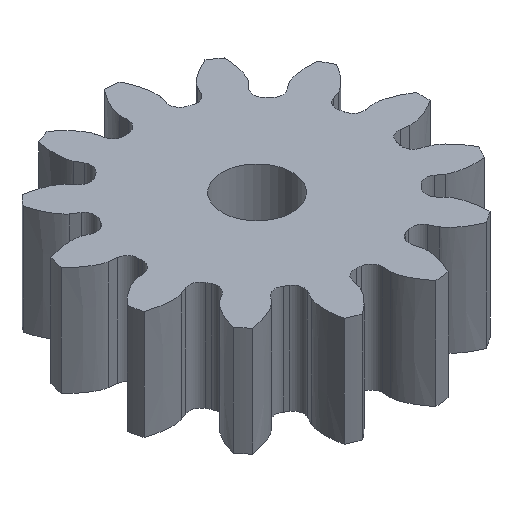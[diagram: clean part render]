
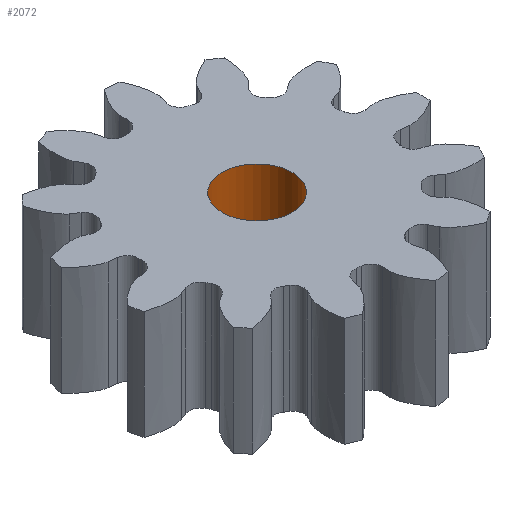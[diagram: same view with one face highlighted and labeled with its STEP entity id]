
A CAD part, isometric view. The second image highlights one B-rep face of the part: STEP entity #2072.
In plain terms, the highlighted cylindrical face has radius 1.598 mm (diameter 3.196 mm), a full revolution.
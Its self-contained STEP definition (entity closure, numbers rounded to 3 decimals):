
#228=FACE_OUTER_BOUND('',#337,.T.);
#337=EDGE_LOOP('',(#1906,#1907,#1908,#1909));
#495=LINE('',#8093,#652);
#652=VECTOR('',#2805,1.778);
#741=CIRCLE('',#2237,1.598);
#758=CIRCLE('',#2272,1.598);
#959=VERTEX_POINT('',#7822);
#968=VERTEX_POINT('',#8090);
#1253=EDGE_CURVE('',#959,#959,#741,.F.);
#1282=EDGE_CURVE('',#968,#968,#758,.F.);
#1283=EDGE_CURVE('',#968,#959,#495,.T.);
#1906=ORIENTED_EDGE('',*,*,#1282,.F.);
#1907=ORIENTED_EDGE('',*,*,#1283,.T.);
#1908=ORIENTED_EDGE('',*,*,#1253,.T.);
#1909=ORIENTED_EDGE('',*,*,#1283,.F.);
#1965=CYLINDRICAL_SURFACE('',#2273,1.598);
#2072=ADVANCED_FACE('',(#228),#1965,.F.);
#2237=AXIS2_PLACEMENT_3D('',#7823,#2721,#2722);
#2272=AXIS2_PLACEMENT_3D('',#8091,#2801,#2802);
#2273=AXIS2_PLACEMENT_3D('',#8092,#2803,#2804);
#2721=DIRECTION('center_axis',(0.,0.,1.));
#2722=DIRECTION('ref_axis',(1.,0.,0.));
#2801=DIRECTION('center_axis',(0.,0.,1.));
#2802=DIRECTION('ref_axis',(1.,0.,0.));
#2803=DIRECTION('center_axis',(0.,0.,1.));
#2804=DIRECTION('ref_axis',(1.,0.,0.));
#2805=DIRECTION('',(0.,0.,-1.));
#7822=CARTESIAN_POINT('',(-1.718,0.005,0.));
#7823=CARTESIAN_POINT('Origin',(-0.12,0.005,
0.));
#8090=CARTESIAN_POINT('',(-1.718,0.005,5.));
#8091=CARTESIAN_POINT('Origin',(-0.12,0.005,
5.));
#8092=CARTESIAN_POINT('Origin',(-0.12,0.005,
0.));
#8093=CARTESIAN_POINT('',(-1.718,0.005,0.));
